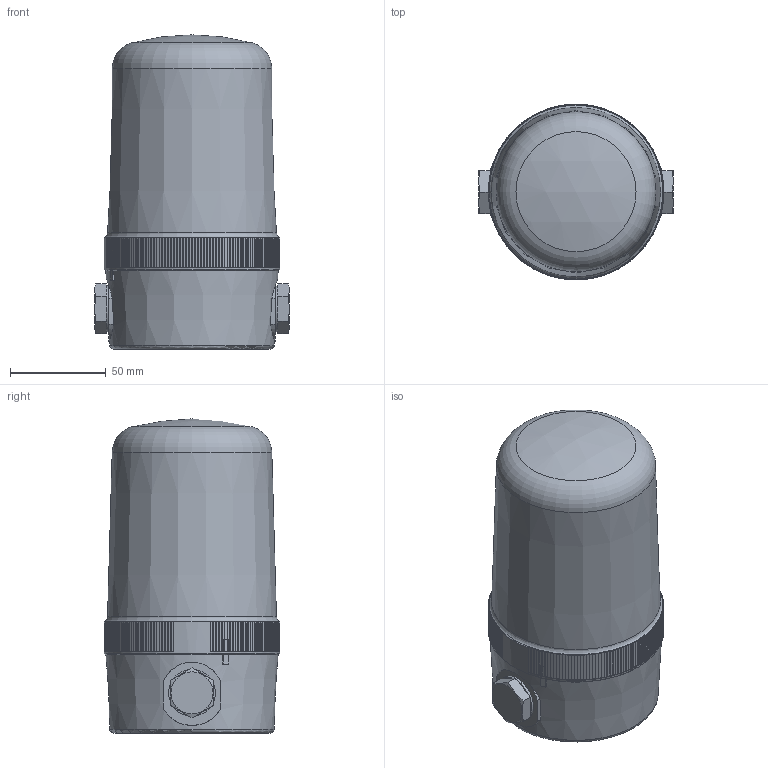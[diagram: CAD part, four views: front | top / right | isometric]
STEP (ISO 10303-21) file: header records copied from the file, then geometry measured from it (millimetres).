
FILE_DESCRIPTION(/* description */ (''),/* implementation_level */ '2;1');
FILE_NAME(/* name */ 'MLS_MBS_MFS_MRS.stp',/* time_stamp */ '2014-05-27T14:21:15+02:00',/* author */ (''),/* organization */ (''),/* preprocessor_version */ 'ST-DEVELOPER v11',/* originating_system */ 'SIEMENS PLM Software NX 7.5',/* authorisation */ '');
FILE_SCHEMA (('AUTOMOTIVE_DESIGN { 1 0 10303 214 1 1 1 1 }'));
Length unit declared in the file: millimetre
Products named in the file (1): m.ne804E7y2f
Bounding box: 101.7 x 91.6 x 163.99 mm (x, y, z)
Volume: 942865.1 mm3; surface area: 58698.4 mm2
Topology: 1 solids, 5 shells, 831 faces, 2039 edges, 1238 vertices
Faces by surface type: plane 620, cylinder 198, cone 7, torus 5, sphere 1
Full cylindrical faces by diameter (mm): 5 x1, 5.5 x3, 7 x2, 11 x3, 13.8 x2, 18.25 x2, 18.5 x2, 20.3 x1, 24.4 x2, 29 x1, 73.276 x1, 91.6 x1
Entity records: 28468 total; most frequent: CARTESIAN_POINT 4967, ORIENTED_EDGE 3982, DIRECTION 3897, EDGE_CURVE 1991, AXIS2_PLACEMENT_3D 1441, VERTEX_POINT 1223, LINE 1015, VECTOR 1015
